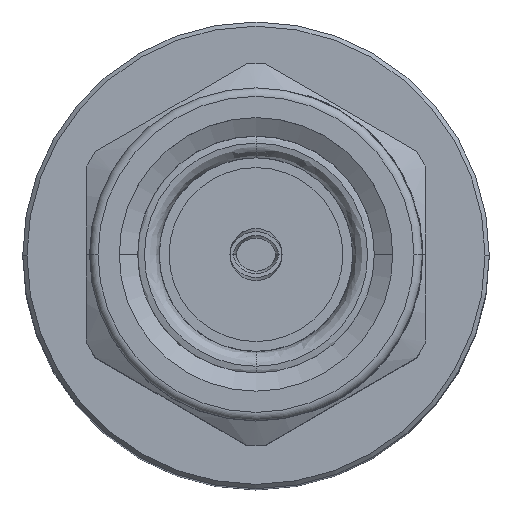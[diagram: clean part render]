
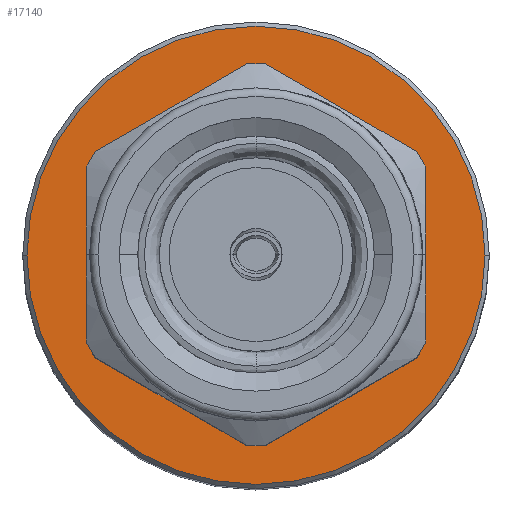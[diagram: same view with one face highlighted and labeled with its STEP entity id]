
A CAD part, top view. The second image highlights one B-rep face of the part: STEP entity #17140.
In plain terms, the highlighted planar face has unit normal (0, 0, 1).
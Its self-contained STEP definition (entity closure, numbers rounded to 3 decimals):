
#700 = CARTESIAN_POINT ( 'NONE',  ( -3.45, 0., 0. ) ) ;
#766 = CIRCLE ( 'NONE', #14555, 5.4 ) ;
#1286 = DIRECTION ( 'NONE',  ( -1., 0., 0. ) ) ;
#1535 = DIRECTION ( 'NONE',  ( 0., 0., -1. ) ) ;
#2181 = CIRCLE ( 'NONE', #9057, 3.45 ) ;
#2915 = CARTESIAN_POINT ( 'NONE',  ( 0., 0., 0. ) ) ;
#2985 = ORIENTED_EDGE ( 'NONE', *, *, #9532, .T. ) ;
#3169 = AXIS2_PLACEMENT_3D ( 'NONE', #7474, #17322, #8893 ) ;
#3568 = VERTEX_POINT ( 'NONE', #15379 ) ;
#3631 = ORIENTED_EDGE ( 'NONE', *, *, #14371, .T. ) ;
#3877 = FACE_OUTER_BOUND ( 'NONE', #8158, .T. ) ;
#4232 = CIRCLE ( 'NONE', #17445, 3.45 ) ;
#4340 = DIRECTION ( 'NONE',  ( -1., 0., 0. ) ) ;
#5055 = ORIENTED_EDGE ( 'NONE', *, *, #12317, .T. ) ;
#5085 = CARTESIAN_POINT ( 'NONE',  ( 5.4, 0., 0. ) ) ;
#6535 = ORIENTED_EDGE ( 'NONE', *, *, #10141, .T. ) ;
#7474 = CARTESIAN_POINT ( 'NONE',  ( 0., 0., 0. ) ) ;
#7953 = DIRECTION ( 'NONE',  ( 0., 0., -1. ) ) ;
#8077 = VERTEX_POINT ( 'NONE', #5085 ) ;
#8158 = EDGE_LOOP ( 'NONE', ( #2985, #6535 ) ) ;
#8893 = DIRECTION ( 'NONE',  ( -1., 0., 0. ) ) ;
#9057 = AXIS2_PLACEMENT_3D ( 'NONE', #10041, #1535, #11507 ) ;
#9532 = EDGE_CURVE ( 'NONE', #3568, #8077, #766, .T. ) ;
#9796 = DIRECTION ( 'NONE',  ( 0., 0., -1. ) ) ;
#10041 = CARTESIAN_POINT ( 'NONE',  ( 0., 0., 0. ) ) ;
#10141 = EDGE_CURVE ( 'NONE', #8077, #3568, #15803, .T. ) ;
#11507 = DIRECTION ( 'NONE',  ( -1., 0., 0. ) ) ;
#12317 = EDGE_CURVE ( 'NONE', #16316, #17717, #2181, .T. ) ;
#12837 = DIRECTION ( 'NONE',  ( 0., 0., 1. ) ) ;
#13935 = PLANE ( 'NONE',  #17975 ) ;
#14162 = EDGE_LOOP ( 'NONE', ( #3631, #5055 ) ) ;
#14371 = EDGE_CURVE ( 'NONE', #17717, #16316, #4232, .T. ) ;
#14555 = AXIS2_PLACEMENT_3D ( 'NONE', #2915, #12837, #4340 ) ;
#14735 = FACE_BOUND ( 'NONE', #14162, .T. ) ;
#15379 = CARTESIAN_POINT ( 'NONE',  ( -5.4, 0., 0. ) ) ;
#15769 = CARTESIAN_POINT ( 'NONE',  ( 3.45, 0., 0. ) ) ;
#15803 = CIRCLE ( 'NONE', #3169, 5.4 ) ;
#16316 = VERTEX_POINT ( 'NONE', #15769 ) ;
#16400 = CARTESIAN_POINT ( 'NONE',  ( 0., 0., 0. ) ) ;
#17140 = ADVANCED_FACE ( 'NONE', ( #14735, #3877 ), #13935, .F. ) ;
#17322 = DIRECTION ( 'NONE',  ( 0., 0., 1. ) ) ;
#17445 = AXIS2_PLACEMENT_3D ( 'NONE', #16400, #7953, #17797 ) ;
#17717 = VERTEX_POINT ( 'NONE', #700 ) ;
#17797 = DIRECTION ( 'NONE',  ( -1., 0., 0. ) ) ;
#17975 = AXIS2_PLACEMENT_3D ( 'NONE', #18182, #9796, #1286 ) ;
#18182 = CARTESIAN_POINT ( 'NONE',  ( 0., 0., 0. ) ) ;
